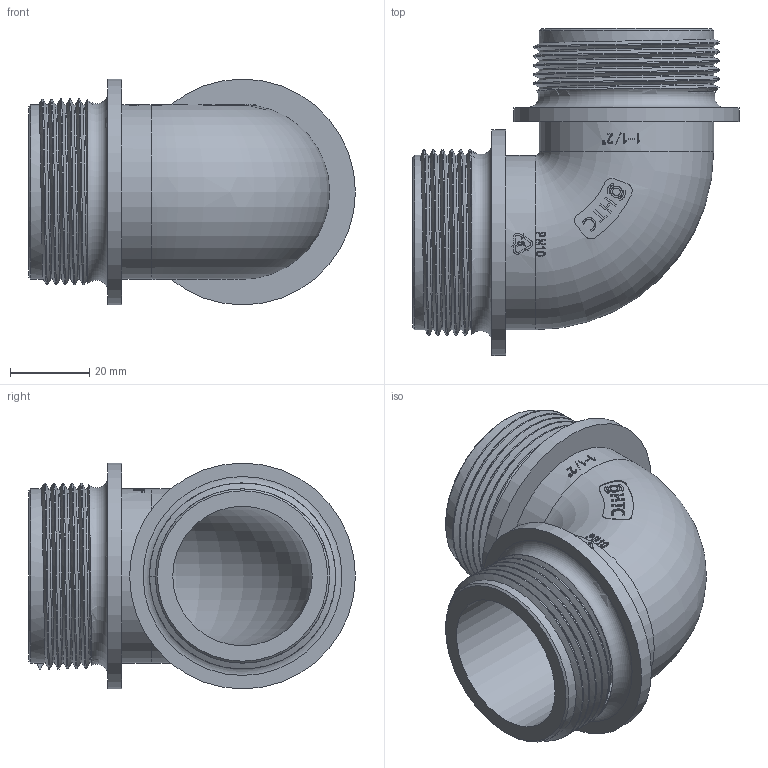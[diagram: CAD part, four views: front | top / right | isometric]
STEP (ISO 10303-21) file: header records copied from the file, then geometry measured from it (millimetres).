
FILE_DESCRIPTION(/* description */ (''),/* implementation_level */ '2;1');
FILE_NAME(/* name */ '1-1-2.stp',/* time_stamp */ '2025-02-14T16:16:46+08:00',/* author */ (''),/* organization */ (''),/* preprocessor_version */ 'ST-DEVELOPER v16.7',/* originating_system */ 'SIEMENS PLM Software NX 12.0',/* authorisation */ '');
FILE_SCHEMA (('AUTOMOTIVE_DESIGN { 1 0 10303 214 3 1 1 1 }'));
Length unit declared in the file: millimetre
Products named in the file (1): Admi6140B10Emkr3
Bounding box: 82.5 x 82.5 x 57 mm (x, y, z)
Volume: 64153.4 mm3; surface area: 32510.6 mm2
Topology: 1 solids, 1 shells, 471 faces, 1342 edges, 902 vertices
Faces by surface type: plane 339, extrusion 64, cylinder 44, torus 18, bspline 4, cone 2
Full cylindrical faces by diameter (mm): 1.903 x1, 2.871 x1, 35.2 x2, 44 x12, 57 x2
Entity records: 21599 total; most frequent: CARTESIAN_POINT 7195, ORIENTED_EDGE 2610, DIRECTION 2390, EDGE_CURVE 1305, AXIS2_PLACEMENT_3D 937, VERTEX_POINT 891, VECTOR 516, EDGE_LOOP 508
